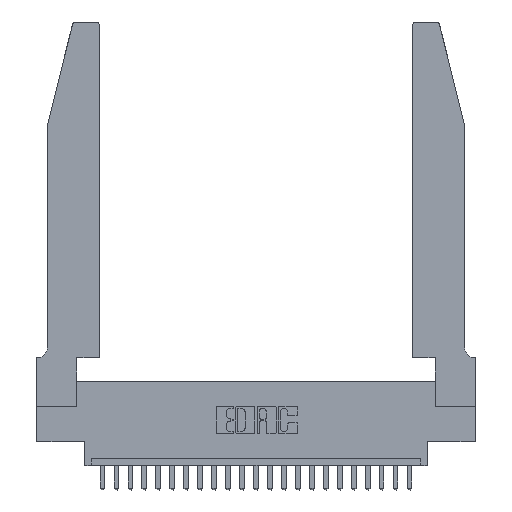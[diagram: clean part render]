
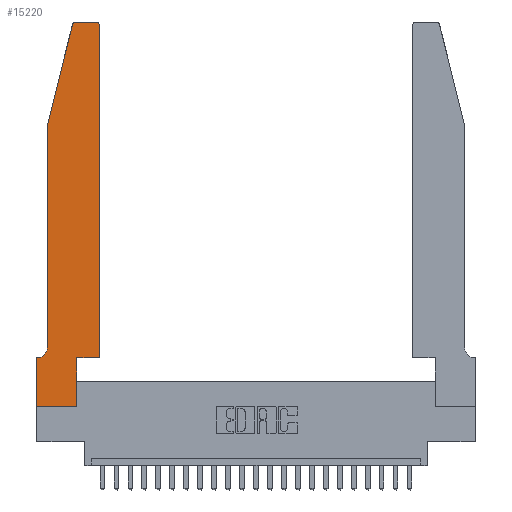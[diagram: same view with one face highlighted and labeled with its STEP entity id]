
A CAD part, top view. The second image highlights one B-rep face of the part: STEP entity #15220.
In plain terms, the highlighted planar face has unit normal (0, 0, 1).
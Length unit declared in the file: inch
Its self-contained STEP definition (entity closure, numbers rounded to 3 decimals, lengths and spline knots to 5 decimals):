
#94 = DIRECTION ( 'NONE',  ( 0., 0., 1. ) ) ;
#128 = CARTESIAN_POINT ( 'NONE',  ( 0.4505, 0.35, 0.37 ) ) ;
#231 = DIRECTION ( 'NONE',  ( -0.239, -0.971, 0. ) ) ;
#591 = EDGE_CURVE ( 'NONE', #6131, #13959, #10022, .T. ) ;
#1274 = DIRECTION ( 'NONE',  ( 1., 0., 0. ) ) ;
#1598 = CARTESIAN_POINT ( 'NONE',  ( 0.0055, 0.42, 0.37 ) ) ;
#1755 = LINE ( 'NONE', #19194, #16796 ) ;
#2075 = PLANE ( 'NONE',  #5172 ) ;
#2655 = VECTOR ( 'NONE', #23413, 39.37008 ) ;
#2827 = CIRCLE ( 'NONE', #14859, 0.03 ) ;
#2877 = CARTESIAN_POINT ( 'NONE',  ( 0.4205, 2.72, 0.37 ) ) ;
#3212 = LINE ( 'NONE', #17262, #19718 ) ;
#3298 = ORIENTED_EDGE ( 'NONE', *, *, #591, .T. ) ;
#3376 = AXIS2_PLACEMENT_3D ( 'NONE', #1598, #14932, #18824 ) ;
#3975 = EDGE_CURVE ( 'NONE', #24698, #4206, #18608, .T. ) ;
#4061 = EDGE_CURVE ( 'NONE', #12609, #6131, #22171, .T. ) ;
#4116 = LINE ( 'NONE', #14493, #10659 ) ;
#4206 = VERTEX_POINT ( 'NONE', #23015 ) ;
#4232 = ORIENTED_EDGE ( 'NONE', *, *, #8631, .T. ) ;
#4757 = EDGE_LOOP ( 'NONE', ( #20549, #4232, #17499, #15246, #9262, #18689, #13273, #13077, #21940, #3298, #13472, #13355 ) ) ;
#5172 = AXIS2_PLACEMENT_3D ( 'NONE', #15493, #94, #7609 ) ;
#5360 = EDGE_CURVE ( 'NONE', #15335, #22336, #4116, .T. ) ;
#5855 = FACE_OUTER_BOUND ( 'NONE', #4757, .T. ) ;
#6131 = VERTEX_POINT ( 'NONE', #7847 ) ;
#6176 = VECTOR ( 'NONE', #9401, 39.37008 ) ;
#6906 = EDGE_CURVE ( 'NONE', #24105, #21311, #3212, .T. ) ;
#6989 = AXIS2_PLACEMENT_3D ( 'NONE', #22358, #18266, #10815 ) ;
#7105 = EDGE_CURVE ( 'NONE', #16188, #15335, #22717, .T. ) ;
#7145 = CARTESIAN_POINT ( 'NONE',  ( 0., 0., 0.37 ) ) ;
#7542 = CARTESIAN_POINT ( 'NONE',  ( 0.2865, 0.35, 0.37 ) ) ;
#7609 = DIRECTION ( 'NONE',  ( 1., 0., 0. ) ) ;
#7847 = CARTESIAN_POINT ( 'NONE',  ( 0.2865, 0.35, 0.37 ) ) ;
#8212 = EDGE_CURVE ( 'NONE', #13690, #24105, #2827, .T. ) ;
#8336 = DIRECTION ( 'NONE',  ( 0., -1., 0. ) ) ;
#8480 = CIRCLE ( 'NONE', #6989, 0.03 ) ;
#8631 = EDGE_CURVE ( 'NONE', #21311, #17475, #8480, .T. ) ;
#9262 = ORIENTED_EDGE ( 'NONE', *, *, #24169, .T. ) ;
#9386 = VECTOR ( 'NONE', #22750, 39.37008 ) ;
#9401 = DIRECTION ( 'NONE',  ( -1., 0., 0. ) ) ;
#10022 = LINE ( 'NONE', #13083, #9386 ) ;
#10651 = EDGE_CURVE ( 'NONE', #22336, #12609, #13192, .T. ) ;
#10659 = VECTOR ( 'NONE', #8336, 39.37008 ) ;
#10815 = DIRECTION ( 'NONE',  ( 1., 0., 0. ) ) ;
#10994 = LINE ( 'NONE', #128, #15964 ) ;
#11100 = CARTESIAN_POINT ( 'NONE',  ( 0.0755, 0.35, 0.37 ) ) ;
#11931 = VECTOR ( 'NONE', #15260, 39.37008 ) ;
#12020 = EDGE_CURVE ( 'NONE', #17475, #24698, #1755, .T. ) ;
#12609 = VERTEX_POINT ( 'NONE', #17122 ) ;
#12717 = CARTESIAN_POINT ( 'NONE',  ( 0.4505, 2.72, 0.37 ) ) ;
#12726 = EDGE_CURVE ( 'NONE', #13959, #13690, #10994, .T. ) ;
#12746 = CIRCLE ( 'NONE', #3376, 0.07 ) ;
#13077 = ORIENTED_EDGE ( 'NONE', *, *, #10651, .T. ) ;
#13083 = CARTESIAN_POINT ( 'NONE',  ( 0.4505, 0.35, 0.37 ) ) ;
#13192 = LINE ( 'NONE', #7145, #19860 ) ;
#13273 = ORIENTED_EDGE ( 'NONE', *, *, #5360, .T. ) ;
#13355 = ORIENTED_EDGE ( 'NONE', *, *, #8212, .T. ) ;
#13472 = ORIENTED_EDGE ( 'NONE', *, *, #12726, .T. ) ;
#13577 = DIRECTION ( 'NONE',  ( 0., 1., 0. ) ) ;
#13690 = VERTEX_POINT ( 'NONE', #12717 ) ;
#13950 = CARTESIAN_POINT ( 'NONE',  ( 0., 0.35, 0.37 ) ) ;
#13959 = VERTEX_POINT ( 'NONE', #21259 ) ;
#14006 = CARTESIAN_POINT ( 'NONE',  ( 0., 0., 0.37 ) ) ;
#14493 = CARTESIAN_POINT ( 'NONE',  ( 0., 0., 0.37 ) ) ;
#14859 = AXIS2_PLACEMENT_3D ( 'NONE', #2877, #22013, #1274 ) ;
#14932 = DIRECTION ( 'NONE',  ( 0., 0., -1. ) ) ;
#15220 = ADVANCED_FACE ( 'NONE', ( #5855 ), #2075, .T. ) ;
#15246 = ORIENTED_EDGE ( 'NONE', *, *, #3975, .T. ) ;
#15260 = DIRECTION ( 'NONE',  ( 0., 1., 0. ) ) ;
#15335 = VERTEX_POINT ( 'NONE', #13950 ) ;
#15493 = CARTESIAN_POINT ( 'NONE',  ( 0., 0.35, 0.37 ) ) ;
#15658 = CARTESIAN_POINT ( 'NONE',  ( 0.0755, 2., 0.37 ) ) ;
#15964 = VECTOR ( 'NONE', #13577, 39.37008 ) ;
#16188 = VERTEX_POINT ( 'NONE', #18512 ) ;
#16796 = VECTOR ( 'NONE', #231, 39.37008 ) ;
#17122 = CARTESIAN_POINT ( 'NONE',  ( 0.2865, 0., 0.37 ) ) ;
#17262 = CARTESIAN_POINT ( 'NONE',  ( 0.2605, 2.75, 0.37 ) ) ;
#17475 = VERTEX_POINT ( 'NONE', #24893 ) ;
#17499 = ORIENTED_EDGE ( 'NONE', *, *, #12020, .T. ) ;
#18266 = DIRECTION ( 'NONE',  ( 0., 0., 1. ) ) ;
#18512 = CARTESIAN_POINT ( 'NONE',  ( 0.0055, 0.35, 0.37 ) ) ;
#18608 = LINE ( 'NONE', #15658, #2655 ) ;
#18689 = ORIENTED_EDGE ( 'NONE', *, *, #7105, .T. ) ;
#18824 = DIRECTION ( 'NONE',  ( -1., 0., 0. ) ) ;
#19194 = CARTESIAN_POINT ( 'NONE',  ( 0.0755, 2., 0.37 ) ) ;
#19256 = CARTESIAN_POINT ( 'NONE',  ( 0.284, 2.75, 0.37 ) ) ;
#19718 = VECTOR ( 'NONE', #21767, 39.37008 ) ;
#19860 = VECTOR ( 'NONE', #20521, 39.37008 ) ;
#20521 = DIRECTION ( 'NONE',  ( 1., 0., 0. ) ) ;
#20549 = ORIENTED_EDGE ( 'NONE', *, *, #6906, .T. ) ;
#21259 = CARTESIAN_POINT ( 'NONE',  ( 0.4505, 0.35, 0.37 ) ) ;
#21311 = VERTEX_POINT ( 'NONE', #19256 ) ;
#21767 = DIRECTION ( 'NONE',  ( -1., 0., 0. ) ) ;
#21940 = ORIENTED_EDGE ( 'NONE', *, *, #4061, .T. ) ;
#22013 = DIRECTION ( 'NONE',  ( 0., 0., 1. ) ) ;
#22171 = LINE ( 'NONE', #7542, #11931 ) ;
#22177 = CARTESIAN_POINT ( 'NONE',  ( 0.4205, 2.75, 0.37 ) ) ;
#22336 = VERTEX_POINT ( 'NONE', #14006 ) ;
#22358 = CARTESIAN_POINT ( 'NONE',  ( 0.284, 2.72, 0.37 ) ) ;
#22400 = CARTESIAN_POINT ( 'NONE',  ( 0.0755, 2., 0.37 ) ) ;
#22717 = LINE ( 'NONE', #11100, #6176 ) ;
#22750 = DIRECTION ( 'NONE',  ( 1., 0., 0. ) ) ;
#23015 = CARTESIAN_POINT ( 'NONE',  ( 0.0755, 0.42, 0.37 ) ) ;
#23413 = DIRECTION ( 'NONE',  ( 0., -1., 0. ) ) ;
#24105 = VERTEX_POINT ( 'NONE', #22177 ) ;
#24169 = EDGE_CURVE ( 'NONE', #4206, #16188, #12746, .T. ) ;
#24698 = VERTEX_POINT ( 'NONE', #22400 ) ;
#24893 = CARTESIAN_POINT ( 'NONE',  ( 0.25487, 2.72718, 0.37 ) ) ;
